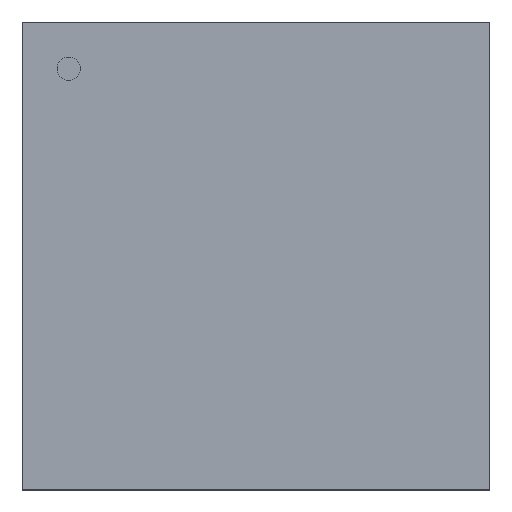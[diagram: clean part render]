
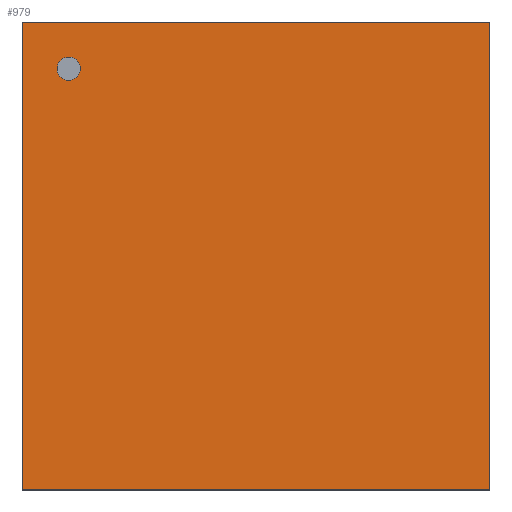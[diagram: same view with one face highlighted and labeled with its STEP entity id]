
A CAD part, top view. The second image highlights one B-rep face of the part: STEP entity #979.
In plain terms, the highlighted planar face has unit normal (0, 0, 1).
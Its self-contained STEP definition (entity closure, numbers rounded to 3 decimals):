
#755=CARTESIAN_POINT('',(4.051,-4.051,1.194));
#754=VERTEX_POINT('',#755);
#765=CARTESIAN_POINT('',(-4.051,-4.051,1.194));
#764=VERTEX_POINT('',#765);
#763=EDGE_CURVE('',#764,#754,#768,.T.);
#768=LINE('',#765,#770);
#770=VECTOR('',#771,8.103);
#771=DIRECTION('',(1.0,0.0,0.0));
#804=CARTESIAN_POINT('',(4.051,4.051,1.194));
#803=VERTEX_POINT('',#804);
#812=EDGE_CURVE('',#754,#803,#817,.T.);
#817=LINE('',#755,#819);
#819=VECTOR('',#820,8.103);
#820=DIRECTION('',(0.0,1.0,0.0));
#853=CARTESIAN_POINT('',(-4.051,4.051,1.194));
#852=VERTEX_POINT('',#853);
#861=EDGE_CURVE('',#803,#852,#866,.T.);
#866=LINE('',#804,#868);
#868=VECTOR('',#869,8.103);
#869=DIRECTION('',(-1.0,0.0,0.0));
#910=EDGE_CURVE('',#852,#764,#915,.T.);
#915=LINE('',#853,#917);
#917=VECTOR('',#918,8.103);
#918=DIRECTION('',(0.0,-1.0,0.0));
#979=ADVANCED_FACE('',(#985),#980,.T.);
#980=PLANE('',#981);
#981=AXIS2_PLACEMENT_3D('',#982,#983,#984);
#982=CARTESIAN_POINT('',(-4.051,-4.051,1.194));
#983=DIRECTION('',(0.0,0.0,1.0));
#984=DIRECTION('',(0.,1.,0.));
#985=FACE_OUTER_BOUND('',#986,.T.);
#986=EDGE_LOOP('',(#987,#997,#1007,#1017));
#987=ORIENTED_EDGE('',*,*,#763,.T.);
#997=ORIENTED_EDGE('',*,*,#812,.T.);
#1007=ORIENTED_EDGE('',*,*,#861,.T.);
#1017=ORIENTED_EDGE('',*,*,#910,.T.);
